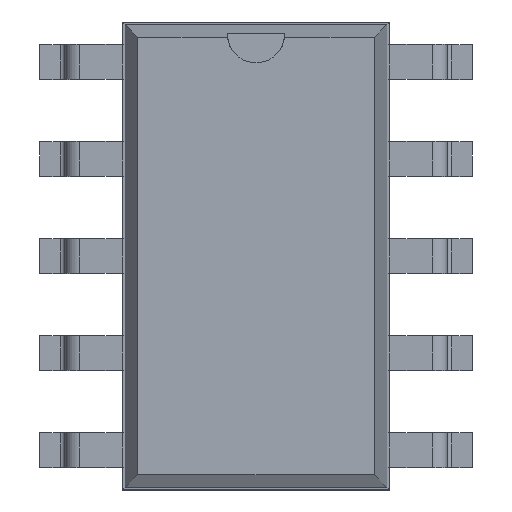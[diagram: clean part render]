
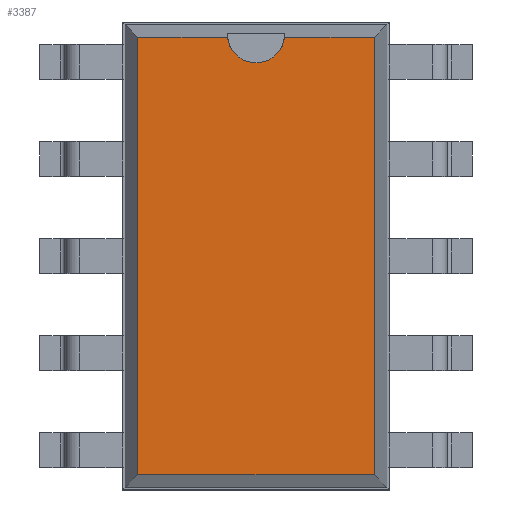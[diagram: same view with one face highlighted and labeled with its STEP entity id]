
A CAD part, top view. The second image highlights one B-rep face of the part: STEP entity #3387.
In plain terms, the highlighted planar face has unit normal (0, 0, 1).
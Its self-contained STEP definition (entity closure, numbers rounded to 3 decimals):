
#27=VECTOR('',#28,1.);
#28=DIRECTION('',(0.,1.,0.));
#34=VECTOR('',#35,1.);
#35=DIRECTION('',(-1.,0.,0.));
#41=VECTOR('',#42,1.);
#42=DIRECTION('',(0.,-1.,0.));
#46=VECTOR('',#47,1.);
#47=DIRECTION('',(1.,0.,0.));
#50=DIRECTION('',(0.,0.,-1.));
#782=DIRECTION('',(0.,0.,-1.));
#2306=VERTEX_POINT('',#2307);
#2307=CARTESIAN_POINT('',(3.101,5.726,3.68));
#2309=ORIENTED_EDGE('',*,*,#2310,.F.);
#2310=EDGE_CURVE('',#2311,#2306,#2313,.T.);
#2311=VERTEX_POINT('',#2312);
#2312=CARTESIAN_POINT('',(3.101,-5.726,3.68));
#2313=LINE('',#2312,#27);
#2819=VERTEX_POINT('',#2820);
#2820=CARTESIAN_POINT('',(-3.101,5.726,3.68));
#2822=ORIENTED_EDGE('',*,*,#2823,.F.);
#2823=EDGE_CURVE('',#2824,#2819,#2826,.T.);
#2824=VERTEX_POINT('',#2825);
#2825=CARTESIAN_POINT('',(-0.746,5.726,3.68));
#2826=LINE('',#2307,#34);
#2845=VERTEX_POINT('',#2846);
#2846=CARTESIAN_POINT('',(0.746,5.726,3.68));
#2852=ORIENTED_EDGE('',*,*,#2853,.F.);
#2853=EDGE_CURVE('',#2306,#2845,#2826,.T.);
#2876=VERTEX_POINT('',#2877);
#2877=CARTESIAN_POINT('',(-3.101,-5.726,3.68));
#2879=ORIENTED_EDGE('',*,*,#2880,.F.);
#2880=EDGE_CURVE('',#2819,#2876,#2881,.T.);
#2881=LINE('',#2820,#41);
#3382=ORIENTED_EDGE('',*,*,#3383,.F.);
#3383=EDGE_CURVE('',#2876,#2311,#3384,.T.);
#3384=LINE('',#2877,#46);
#3387=ADVANCED_FACE('',(#3388),#3399,.F.);
#3388=FACE_BOUND('',#3389,.F.);
#3389=EDGE_LOOP('',(#2309,#3382,#2879,#2822,#3390,#3397,#2852));
#3390=ORIENTED_EDGE('',*,*,#3391,.F.);
#3391=EDGE_CURVE('',#3392,#2824,#3394,.T.);
#3392=VERTEX_POINT('',#3393);
#3393=CARTESIAN_POINT('',(0.,5.051,3.68));
#3394=CIRCLE('',#3395,0.75);
#3395=AXIS2_PLACEMENT_3D('',#3396,#782,#42);
#3396=CARTESIAN_POINT('',(0.,5.801,3.68));
#3397=ORIENTED_EDGE('',*,*,#3398,.F.);
#3398=EDGE_CURVE('',#2845,#3392,#3394,.T.);
#3399=PLANE('',#3400);
#3400=AXIS2_PLACEMENT_3D('',#2312,#50,#3401);
#3401=DIRECTION('',(-0.476,0.879,0.));
